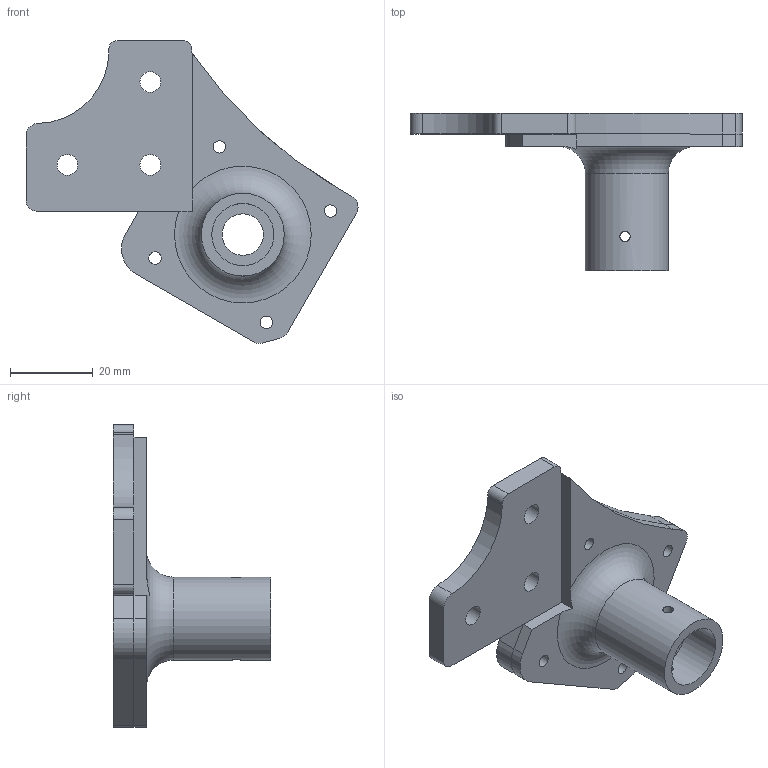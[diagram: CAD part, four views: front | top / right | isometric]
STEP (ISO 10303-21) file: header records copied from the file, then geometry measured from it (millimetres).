
FILE_DESCRIPTION(/* description */ (''),/* implementation_level */ '2;1');
FILE_NAME(/* name */ 'Leadscrew Fixed Mount 2.step',/* time_stamp */ '2024-08-25T23:58:04+01:00',/* author */ (''),/* organization */ (''),/* preprocessor_version */ 'ST-DEVELOPER v20',/* originating_system */ 'Autodesk Translation Framework v13.14.0.145',/* authorisation */ '');
FILE_SCHEMA (('AUTOMOTIVE_DESIGN { 1 0 10303 214 3 1 1 }'));
Length unit declared in the file: millimetre
Products named in the file (1): fixedmount v2(Mirror)
Bounding box: 80.12 x 38 x 73.09 mm (x, y, z)
Volume: 27310.1 mm3; surface area: 15157.1 mm2
Topology: 2 solids, 2 shells, 56 faces, 153 edges, 102 vertices
Faces by surface type: cylinder 32, plane 23, torus 1
Full cylindrical faces by diameter (mm): 2.5 x2, 3 x8, 5 x3, 10 x2, 15 x1, 20 x1
Entity records: 2027 total; most frequent: CARTESIAN_POINT 458, DIRECTION 325, ORIENTED_EDGE 306, EDGE_CURVE 153, AXIS2_PLACEMENT_3D 121, VERTEX_POINT 102, EDGE_LOOP 87, LINE 83
